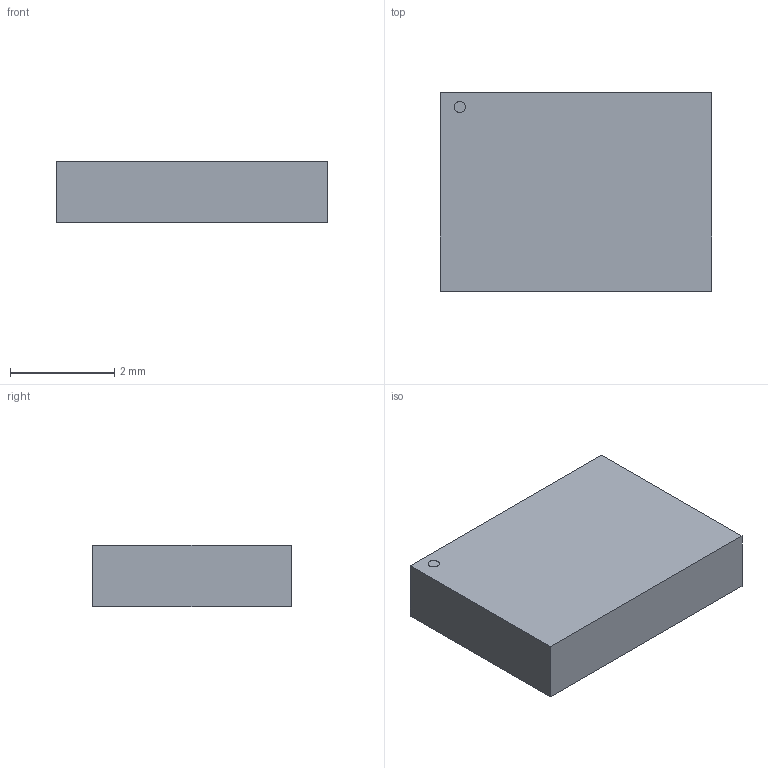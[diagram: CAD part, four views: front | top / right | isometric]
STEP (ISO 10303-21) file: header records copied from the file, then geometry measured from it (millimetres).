
FILE_DESCRIPTION(/* description */ (''),/* implementation_level */ '2;1');
FILE_NAME(/* name */ 'BNO085.step',/* time_stamp */ '2023-02-18T00:13:34-05:00',/* author */ (''),/* organization */ (''),/* preprocessor_version */ 'ST-DEVELOPER v19.2',/* originating_system */ 'Autodesk Translation Framework v11.17.0.187',/* authorisation */ '');
FILE_SCHEMA (('AUTOMOTIVE_DESIGN { 1 0 10303 214 3 1 1 }'));
Length unit declared in the file: millimetre
Products named in the file (1): BNO085-9axis-IMU
Bounding box: 5.2 x 3.8 x 1.18 mm (x, y, z)
Volume: 23.3 mm3; surface area: 75 mm2
Topology: 31 solids, 31 shells, 330 faces, 714 edges, 476 vertices
Faces by surface type: plane 328, cylinder 2
Full cylindrical faces by diameter (mm): 0.214 x2
Entity records: 8785 total; most frequent: CARTESIAN_POINT 1521, ORIENTED_EDGE 1428, DIRECTION 1380, EDGE_CURVE 714, LINE 710, VECTOR 710, VERTEX_POINT 476, EDGE_LOOP 360
